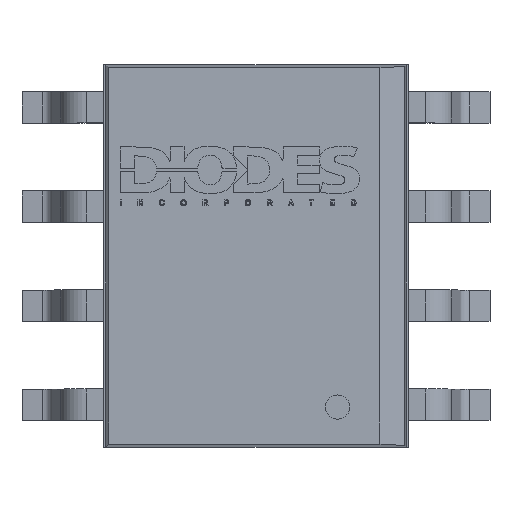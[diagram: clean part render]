
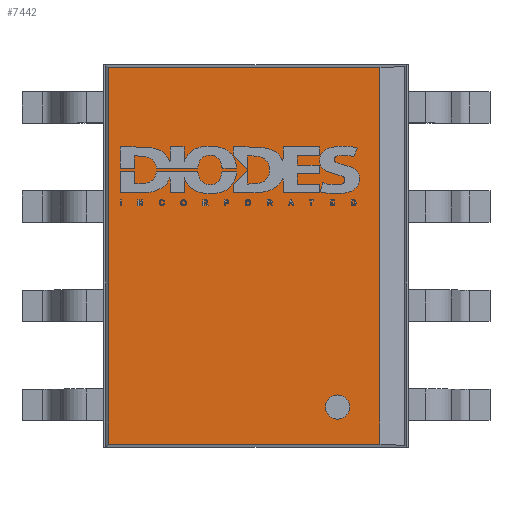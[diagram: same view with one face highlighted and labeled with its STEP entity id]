
A CAD part, top view. The second image highlights one B-rep face of the part: STEP entity #7442.
In plain terms, the highlighted planar face has unit normal (0, 0, 1).
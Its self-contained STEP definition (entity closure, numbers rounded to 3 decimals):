
#622=LINE('',#9760,#1360);
#625=LINE('',#9766,#1363);
#629=LINE('',#9774,#1367);
#630=LINE('',#9775,#1368);
#1360=VECTOR('',#8320,10.);
#1363=VECTOR('',#8325,10.);
#1367=VECTOR('',#8331,10.);
#1368=VECTOR('',#8332,10.);
#2098=FACE_BOUND('',#2562,.T.);
#2136=FACE_OUTER_BOUND('',#2561,.T.);
#2561=EDGE_LOOP('',(#4934,#4935,#4936,#4937));
#2562=EDGE_LOOP('',(#4938));
#2997=CIRCLE('',#7958,0.155);
#3035=VERTEX_POINT('',#9753);
#3036=VERTEX_POINT('',#9756);
#3038=VERTEX_POINT('',#9759);
#3040=VERTEX_POINT('',#9765);
#3043=VERTEX_POINT('',#9773);
#3789=EDGE_CURVE('',#3035,#3035,#2997,.T.);
#3791=EDGE_CURVE('',#3038,#3036,#622,.T.);
#3794=EDGE_CURVE('',#3040,#3038,#625,.T.);
#3798=EDGE_CURVE('',#3036,#3043,#629,.T.);
#3799=EDGE_CURVE('',#3043,#3040,#630,.T.);
#4934=ORIENTED_EDGE('',*,*,#3791,.T.);
#4935=ORIENTED_EDGE('',*,*,#3798,.T.);
#4936=ORIENTED_EDGE('',*,*,#3799,.T.);
#4937=ORIENTED_EDGE('',*,*,#3794,.T.);
#4938=ORIENTED_EDGE('',*,*,#3789,.T.);
#7193=PLANE('',#7961);
#7442=ADVANCED_FACE('',(#2136,#2098),#7193,.T.);
#7958=AXIS2_PLACEMENT_3D('',#9754,#8315,#8316);
#7961=AXIS2_PLACEMENT_3D('',#9772,#8329,#8330);
#8315=DIRECTION('center_axis',(0.,0.,-1.));
#8316=DIRECTION('ref_axis',(-1.,0.,0.));
#8320=DIRECTION('',(0.,1.,0.));
#8325=DIRECTION('',(1.,0.,0.));
#8329=DIRECTION('center_axis',(0.,0.,1.));
#8330=DIRECTION('ref_axis',(1.,0.,0.));
#8331=DIRECTION('',(-1.,0.,0.));
#8332=DIRECTION('',(0.,-1.,0.));
#9753=CARTESIAN_POINT('',(1.202,-1.937,1.45));
#9754=CARTESIAN_POINT('Origin',(1.046,-1.937,1.45));
#9756=CARTESIAN_POINT('',(1.589,2.412,1.45));
#9759=CARTESIAN_POINT('',(1.589,-2.412,1.45));
#9760=CARTESIAN_POINT('',(1.589,0.,1.45));
#9765=CARTESIAN_POINT('',(-1.887,-2.412,1.45));
#9766=CARTESIAN_POINT('',(0.,-2.412,1.45));
#9772=CARTESIAN_POINT('Origin',(0.,0.,1.45));
#9773=CARTESIAN_POINT('',(-1.887,2.412,1.45));
#9774=CARTESIAN_POINT('',(0.,2.412,1.45));
#9775=CARTESIAN_POINT('',(-1.887,0.,1.45));
